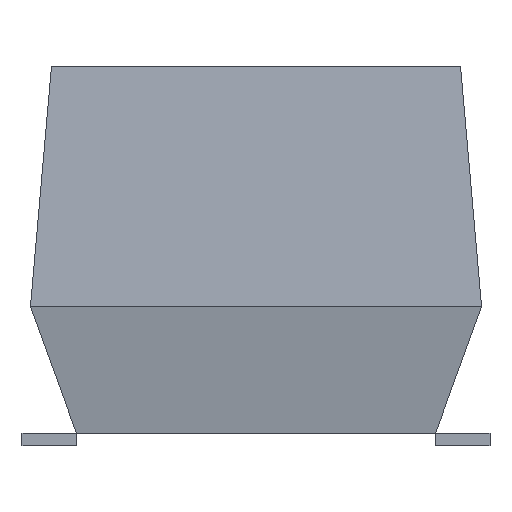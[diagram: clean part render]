
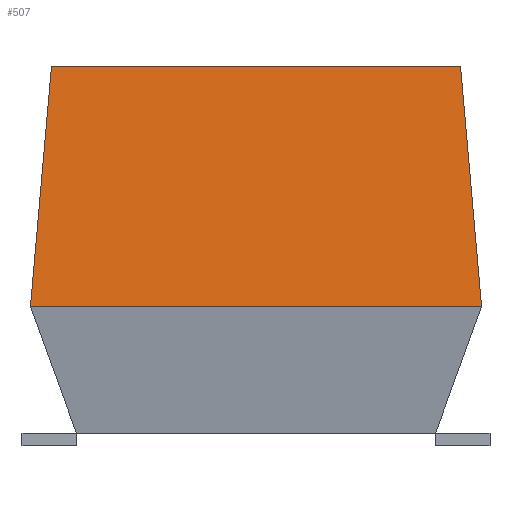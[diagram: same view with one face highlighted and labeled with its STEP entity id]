
A CAD part, left-side view. The second image highlights one B-rep face of the part: STEP entity #507.
In plain terms, the highlighted planar face has unit normal (-0.996, 0, 0.087).
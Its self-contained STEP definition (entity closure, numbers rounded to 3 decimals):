
#507 = ADVANCED_FACE( '', ( #1118 ), #1119, .T. );
#1118 = FACE_OUTER_BOUND( '', #1837, .T. );
#1119 = PLANE( '', #1838 );
#1837 = EDGE_LOOP( '', ( #3675, #3676, #3677, #3678 ) );
#1838 = AXIS2_PLACEMENT_3D( '', #3679, #3680, #3681 );
#3675 = ORIENTED_EDGE( '', *, *, #5005, .T. );
#3676 = ORIENTED_EDGE( '', *, *, #5220, .T. );
#3677 = ORIENTED_EDGE( '', *, *, #5303, .F. );
#3678 = ORIENTED_EDGE( '', *, *, #5301, .F. );
#3679 = CARTESIAN_POINT( '', ( -6.375, -18.781, -1.35 ) );
#3680 = DIRECTION( '', ( -0.996, 0., 0.087 ) );
#3681 = DIRECTION( '', ( 0.087, 0., 0.996 ) );
#5005 = EDGE_CURVE( '', #6045, #6043, #6046, .T. );
#5220 = EDGE_CURVE( '', #6043, #5608, #6369, .T. );
#5301 = EDGE_CURVE( '', #6045, #6365, #6468, .T. );
#5303 = EDGE_CURVE( '', #6365, #5608, #6470, .T. );
#5608 = VERTEX_POINT( '', #6983 );
#6043 = VERTEX_POINT( '', #8285 );
#6045 = VERTEX_POINT( '', #8288 );
#6046 = LINE( '', #8289, #8290 );
#6365 = VERTEX_POINT( '', #9177 );
#6369 = LINE( '', #9183, #9184 );
#6468 = LINE( '', #9440, #9441 );
#6470 = LINE( '', #9443, #9444 );
#6983 = CARTESIAN_POINT( '', ( -6.375, 5.35, -1.35 ) );
#8285 = CARTESIAN_POINT( '', ( -5.876, 4.851, 4.35 ) );
#8288 = CARTESIAN_POINT( '', ( -5.876, -4.851, 4.35 ) );
#8289 = CARTESIAN_POINT( '', ( -5.876, -18.781, 4.35 ) );
#8290 = VECTOR( '', #9903, 1000. );
#9177 = CARTESIAN_POINT( '', ( -6.375, -5.35, -1.35 ) );
#9183 = CARTESIAN_POINT( '', ( -6.233, 5.208, 0.268 ) );
#9184 = VECTOR( '', #9958, 1000. );
#9440 = CARTESIAN_POINT( '', ( -6.233, -5.208, 0.268 ) );
#9441 = VECTOR( '', #9983, 1000. );
#9443 = CARTESIAN_POINT( '', ( -6.375, -18.781, -1.35 ) );
#9444 = VECTOR( '', #9984, 1000. );
#9903 = DIRECTION( '', ( 0., 1., 0. ) );
#9958 = DIRECTION( '', ( -0.087, 0.087, -0.992 ) );
#9983 = DIRECTION( '', ( -0.087, -0.087, -0.992 ) );
#9984 = DIRECTION( '', ( 0., 1., 0. ) );
